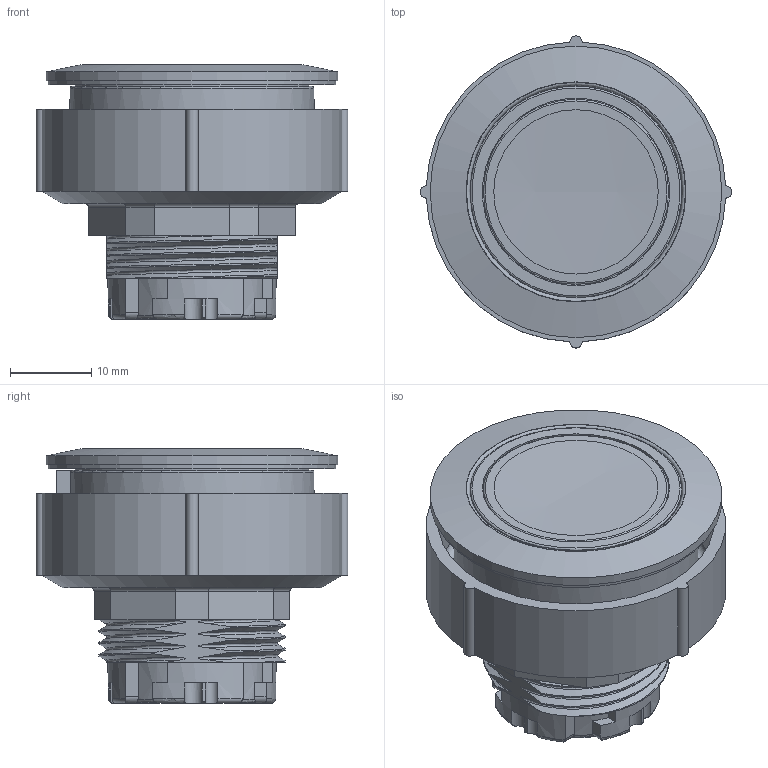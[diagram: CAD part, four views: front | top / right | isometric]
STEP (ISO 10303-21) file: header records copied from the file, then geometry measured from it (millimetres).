
FILE_DESCRIPTION(/* description */ (''),/* implementation_level */ '2;1');
FILE_NAME(/* name */ 'KRJ(M)(VA)TLR_ipt.stp',/* time_stamp */ '2018-12-04T08:40:39+01:00',/* author */ ('ahoffmann'),/* organization */ (''),/* preprocessor_version */ 'ST-DEVELOPER v16.1',/* originating_system */ 'Autodesk Inventor 2016',/* authorisation */ '');
FILE_SCHEMA (('AUTOMOTIVE_DESIGN { 1 0 10303 214 3 1 1 }'));
Length unit declared in the file: centimetre
Products named in the file (1): KRJ(M)(VA)TLR_vereinfacht
Bounding box: 38.49 x 38.49 x 31.45 mm (x, y, z)
Volume: 19634.4 mm3; surface area: 8566 mm2
Topology: 1 solids, 1 shells, 206 faces, 548 edges, 360 vertices
Faces by surface type: cylinder 74, plane 64, bspline 40, torus 24, cone 3, sphere 1
Full cylindrical faces by diameter (mm): 22.85 x1, 23 x1, 23.1 x1, 24.25 x1, 26.1 x1, 26.25 x1, 29 x1, 30.2 x1, 34 x1, 35.5 x1, 36 x1
Entity records: 9249 total; most frequent: CARTESIAN_POINT 4598, ORIENTED_EDGE 1036, DIRECTION 811, EDGE_CURVE 518, VERTEX_POINT 351, AXIS2_PLACEMENT_3D 320, EDGE_LOOP 243, FACE_OUTER_BOUND 206
